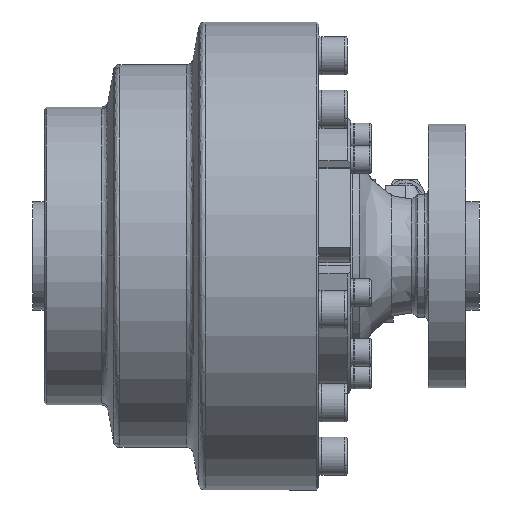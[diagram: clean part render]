
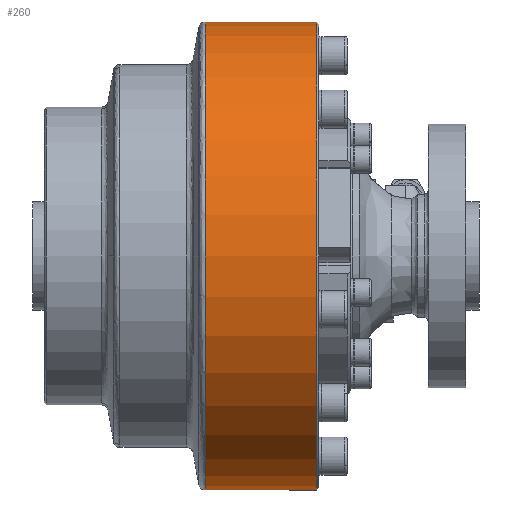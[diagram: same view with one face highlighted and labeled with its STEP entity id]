
A CAD part, front view. The second image highlights one B-rep face of the part: STEP entity #260.
In plain terms, the highlighted cylindrical face has radius 110 mm (diameter 220 mm), a partial arc.
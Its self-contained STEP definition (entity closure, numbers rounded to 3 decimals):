
#260 = ADVANCED_FACE ( 'NONE', ( #1224 ), #29802, .T. ) ;
#1201 = ORIENTED_EDGE ( 'NONE', *, *, #19014, .F. ) ;
#1224 = FACE_OUTER_BOUND ( 'NONE', #55810, .T. ) ;
#2498 = DIRECTION ( 'NONE',  ( 0., 0., 1. ) ) ;
#2927 = DIRECTION ( 'NONE',  ( -1., 0., 0. ) ) ;
#3711 = DIRECTION ( 'NONE',  ( 0., 0., 1. ) ) ;
#5103 = EDGE_CURVE ( 'NONE', #41614, #54690, #32459, .T. ) ;
#5205 = VERTEX_POINT ( 'NONE', #19195 ) ;
#5229 = CARTESIAN_POINT ( 'NONE',  ( -115.828, 0., 0. ) ) ;
#6409 = DIRECTION ( 'NONE',  ( -1., 0., 0. ) ) ;
#8019 = VERTEX_POINT ( 'NONE', #12236 ) ;
#9993 = CIRCLE ( 'NONE', #19507, 110. ) ;
#11117 = LINE ( 'NONE', #42734, #56777 ) ;
#12236 = CARTESIAN_POINT ( 'NONE',  ( 82.044, 0., 110. ) ) ;
#19014 = EDGE_CURVE ( 'NONE', #54690, #5205, #11117, .T. ) ;
#19195 = CARTESIAN_POINT ( 'NONE',  ( 82.044, 0., -110. ) ) ;
#19507 = AXIS2_PLACEMENT_3D ( 'NONE', #55555, #29142, #2498 ) ;
#20512 = DIRECTION ( 'NONE',  ( -1., 0., 0. ) ) ;
#22860 = CARTESIAN_POINT ( 'NONE',  ( 134.5, 0., 0. ) ) ;
#23806 = ORIENTED_EDGE ( 'NONE', *, *, #47423, .T. ) ;
#27344 = DIRECTION ( 'NONE',  ( 0., 0., 1. ) ) ;
#29142 = DIRECTION ( 'NONE',  ( 1., 0., 0. ) ) ;
#29802 = CYLINDRICAL_SURFACE ( 'NONE', #56727, 110. ) ;
#32459 = CIRCLE ( 'NONE', #51705, 110. ) ;
#35896 = LINE ( 'NONE', #55824, #46241 ) ;
#37403 = ORIENTED_EDGE ( 'NONE', *, *, #5103, .F. ) ;
#40958 = ORIENTED_EDGE ( 'NONE', *, *, #57497, .T. ) ;
#41614 = VERTEX_POINT ( 'NONE', #44338 ) ;
#42734 = CARTESIAN_POINT ( 'NONE',  ( -115.828, 0., -110. ) ) ;
#42817 = CARTESIAN_POINT ( 'NONE',  ( 134.5, 0., -110. ) ) ;
#44338 = CARTESIAN_POINT ( 'NONE',  ( 134.5, 0., 110. ) ) ;
#46241 = VECTOR ( 'NONE', #20512, 1000. ) ;
#47423 = EDGE_CURVE ( 'NONE', #8019, #5205, #9993, .T. ) ;
#51705 = AXIS2_PLACEMENT_3D ( 'NONE', #22860, #53798, #27344 ) ;
#53798 = DIRECTION ( 'NONE',  ( 1., 0., 0. ) ) ;
#54690 = VERTEX_POINT ( 'NONE', #42817 ) ;
#55555 = CARTESIAN_POINT ( 'NONE',  ( 82.044, 0., 0. ) ) ;
#55810 = EDGE_LOOP ( 'NONE', ( #1201, #37403, #40958, #23806 ) ) ;
#55824 = CARTESIAN_POINT ( 'NONE',  ( -115.828, 0., 110. ) ) ;
#56727 = AXIS2_PLACEMENT_3D ( 'NONE', #5229, #6409, #3711 ) ;
#56777 = VECTOR ( 'NONE', #2927, 1000. ) ;
#57497 = EDGE_CURVE ( 'NONE', #41614, #8019, #35896, .T. ) ;
